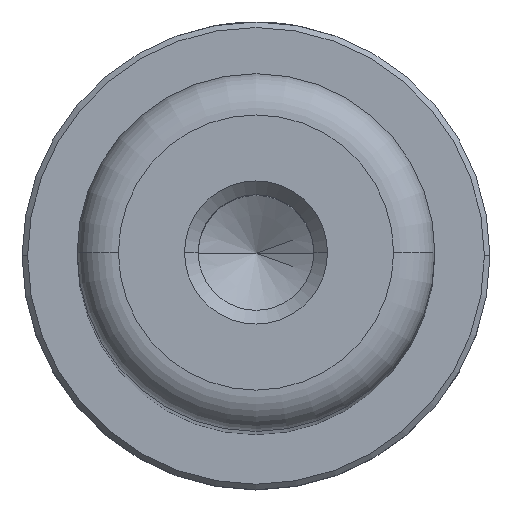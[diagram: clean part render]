
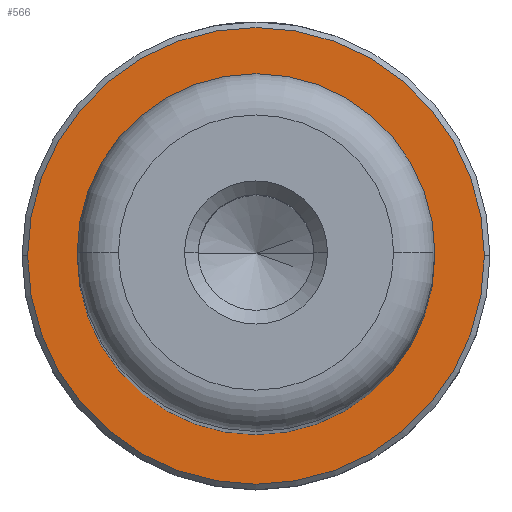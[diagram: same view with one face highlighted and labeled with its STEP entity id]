
A CAD part, top view. The second image highlights one B-rep face of the part: STEP entity #566.
In plain terms, the highlighted planar face has unit normal (0, 0, 1).
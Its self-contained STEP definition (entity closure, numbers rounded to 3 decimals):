
#10 = AXIS2_PLACEMENT_3D ( 'NONE', #1082, #1065, #1052 ) ;
#16 = EDGE_LOOP ( 'NONE', ( #672, #1749 ) ) ;
#80 = EDGE_CURVE ( 'NONE', #112, #2015, #1367, .T. ) ;
#108 = VERTEX_POINT ( 'NONE', #979 ) ;
#112 = VERTEX_POINT ( 'NONE', #970 ) ;
#140 = CIRCLE ( 'NONE', #1537, 8.3 ) ;
#165 = CIRCLE ( 'NONE', #1467, 6. ) ;
#251 = DIRECTION ( 'NONE',  ( 0., 0., -1. ) ) ;
#499 = DIRECTION ( 'NONE',  ( 0., 0., 1. ) ) ;
#566 = ADVANCED_FACE ( 'NONE', ( #916, #1091 ), #1517, .T. ) ;
#569 = EDGE_CURVE ( 'NONE', #1924, #108, #641, .T. ) ;
#641 = CIRCLE ( 'NONE', #1092, 8.3 ) ;
#672 = ORIENTED_EDGE ( 'NONE', *, *, #1054, .T. ) ;
#916 = FACE_OUTER_BOUND ( 'NONE', #1237, .T. ) ;
#970 = CARTESIAN_POINT ( 'NONE',  ( 6., 0., 15. ) ) ;
#979 = CARTESIAN_POINT ( 'NONE',  ( -8.3, 0., 15. ) ) ;
#1052 = DIRECTION ( 'NONE',  ( -1., 0., 0. ) ) ;
#1054 = EDGE_CURVE ( 'NONE', #2015, #112, #165, .T. ) ;
#1065 = DIRECTION ( 'NONE',  ( 0., 0., -1. ) ) ;
#1078 = CARTESIAN_POINT ( 'NONE',  ( -6., 0., 15. ) ) ;
#1082 = CARTESIAN_POINT ( 'NONE',  ( 0., 0., 15. ) ) ;
#1091 = FACE_BOUND ( 'NONE', #16, .T. ) ;
#1092 = AXIS2_PLACEMENT_3D ( 'NONE', #1457, #1445, #1440 ) ;
#1237 = EDGE_LOOP ( 'NONE', ( #2008, #1519 ) ) ;
#1251 = CARTESIAN_POINT ( 'NONE',  ( 0., 0., 15. ) ) ;
#1346 = EDGE_CURVE ( 'NONE', #108, #1924, #140, .T. ) ;
#1367 = CIRCLE ( 'NONE', #10, 6. ) ;
#1414 = DIRECTION ( 'NONE',  ( -1., 0., 0. ) ) ;
#1440 = DIRECTION ( 'NONE',  ( 1., 0., 0. ) ) ;
#1443 = AXIS2_PLACEMENT_3D ( 'NONE', #1506, #1620, #1487 ) ;
#1445 = DIRECTION ( 'NONE',  ( 0., 0., 1. ) ) ;
#1457 = CARTESIAN_POINT ( 'NONE',  ( 0., 0., 15. ) ) ;
#1467 = AXIS2_PLACEMENT_3D ( 'NONE', #1251, #251, #1414 ) ;
#1487 = DIRECTION ( 'NONE',  ( 1., 0., 0. ) ) ;
#1499 = CARTESIAN_POINT ( 'NONE',  ( 0., 0., 15. ) ) ;
#1506 = CARTESIAN_POINT ( 'NONE',  ( 0., 0., 15. ) ) ;
#1517 = PLANE ( 'NONE',  #1443 ) ;
#1519 = ORIENTED_EDGE ( 'NONE', *, *, #569, .T. ) ;
#1537 = AXIS2_PLACEMENT_3D ( 'NONE', #1499, #499, #1650 ) ;
#1620 = DIRECTION ( 'NONE',  ( 0., 0., 1. ) ) ;
#1650 = DIRECTION ( 'NONE',  ( 1., 0., 0. ) ) ;
#1749 = ORIENTED_EDGE ( 'NONE', *, *, #80, .T. ) ;
#1873 = CARTESIAN_POINT ( 'NONE',  ( 8.3, 0., 15. ) ) ;
#1924 = VERTEX_POINT ( 'NONE', #1873 ) ;
#2008 = ORIENTED_EDGE ( 'NONE', *, *, #1346, .T. ) ;
#2015 = VERTEX_POINT ( 'NONE', #1078 ) ;
